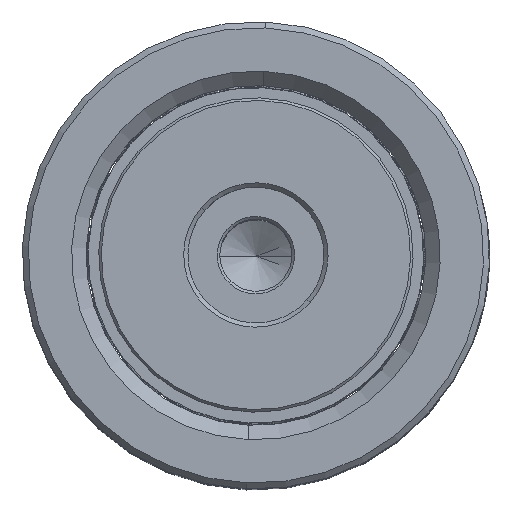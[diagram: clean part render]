
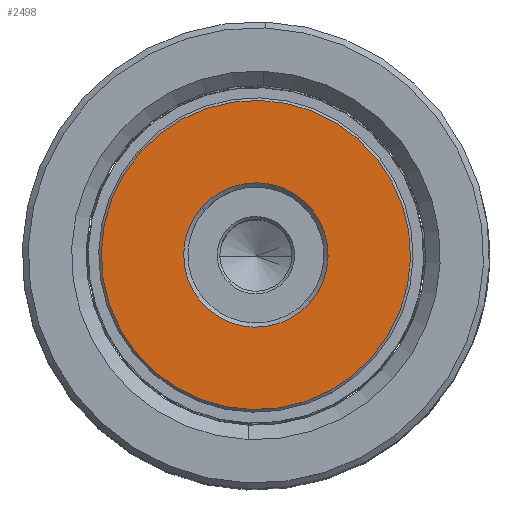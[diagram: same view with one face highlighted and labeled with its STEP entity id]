
A CAD part, top view. The second image highlights one B-rep face of the part: STEP entity #2498.
In plain terms, the highlighted face is planar.
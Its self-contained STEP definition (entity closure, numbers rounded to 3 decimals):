
#902 = CARTESIAN_POINT ( 'NONE',  ( 0., 0., 0. ) ) ;
#1169 = DIRECTION ( 'NONE',  ( 0., 0., 1. ) ) ;
#1912 = ORIENTED_EDGE ( 'NONE', *, *, #30982, .T. ) ;
#2268 = AXIS2_PLACEMENT_3D ( 'NONE', #5266, #39148, #2303 ) ;
#2303 = DIRECTION ( 'NONE',  ( 1., 0., 0. ) ) ;
#2498 = ADVANCED_FACE ( 'NONE', ( #14382, #28546 ), #14292, .F. ) ;
#3500 = EDGE_CURVE ( 'NONE', #36074, #22393, #39084, .T. ) ;
#3926 = CARTESIAN_POINT ( 'NONE',  ( 0., 0., 0. ) ) ;
#5266 = CARTESIAN_POINT ( 'NONE',  ( 0., 0., 0. ) ) ;
#5605 = DIRECTION ( 'NONE',  ( 1., 0., 0. ) ) ;
#5863 = DIRECTION ( 'NONE',  ( 0., 0., 1. ) ) ;
#6666 = VERTEX_POINT ( 'NONE', #16690 ) ;
#7331 = DIRECTION ( 'NONE',  ( 1., 0., 0. ) ) ;
#8659 = ORIENTED_EDGE ( 'NONE', *, *, #3500, .T. ) ;
#8862 = CARTESIAN_POINT ( 'NONE',  ( -8.5, 0., 0. ) ) ;
#9447 = CARTESIAN_POINT ( 'NONE',  ( 8.5, 0., 0. ) ) ;
#9857 = DIRECTION ( 'NONE',  ( 1., 0., 0. ) ) ;
#14292 = PLANE ( 'NONE',  #31024 ) ;
#14382 = FACE_OUTER_BOUND ( 'NONE', #35342, .T. ) ;
#16690 = CARTESIAN_POINT ( 'NONE',  ( 18.2, 0., 0. ) ) ;
#18256 = CARTESIAN_POINT ( 'NONE',  ( -18.2, 0., 0. ) ) ;
#18813 = EDGE_LOOP ( 'NONE', ( #32570, #8659 ) ) ;
#22393 = VERTEX_POINT ( 'NONE', #8862 ) ;
#23110 = CARTESIAN_POINT ( 'NONE',  ( 0., 0., 0. ) ) ;
#24110 = DIRECTION ( 'NONE',  ( 0., 0., 1. ) ) ;
#25469 = EDGE_CURVE ( 'NONE', #22393, #36074, #38976, .T. ) ;
#26498 = ORIENTED_EDGE ( 'NONE', *, *, #27368, .T. ) ;
#27368 = EDGE_CURVE ( 'NONE', #36366, #6666, #36206, .T. ) ;
#28546 = FACE_BOUND ( 'NONE', #18813, .T. ) ;
#29012 = DIRECTION ( 'NONE',  ( 0., 0., -1. ) ) ;
#29713 = AXIS2_PLACEMENT_3D ( 'NONE', #23110, #5863, #9857 ) ;
#30982 = EDGE_CURVE ( 'NONE', #6666, #36366, #37417, .T. ) ;
#31024 = AXIS2_PLACEMENT_3D ( 'NONE', #902, #1169, #38321 ) ;
#32570 = ORIENTED_EDGE ( 'NONE', *, *, #25469, .T. ) ;
#34667 = AXIS2_PLACEMENT_3D ( 'NONE', #42184, #29012, #5605 ) ;
#35342 = EDGE_LOOP ( 'NONE', ( #1912, #26498 ) ) ;
#36074 = VERTEX_POINT ( 'NONE', #9447 ) ;
#36206 = CIRCLE ( 'NONE', #34667, 18.2 ) ;
#36366 = VERTEX_POINT ( 'NONE', #18256 ) ;
#37417 = CIRCLE ( 'NONE', #2268, 18.2 ) ;
#38321 = DIRECTION ( 'NONE',  ( 1., 0., 0. ) ) ;
#38976 = CIRCLE ( 'NONE', #39987, 8.5 ) ;
#39084 = CIRCLE ( 'NONE', #29713, 8.5 ) ;
#39148 = DIRECTION ( 'NONE',  ( 0., 0., -1. ) ) ;
#39987 = AXIS2_PLACEMENT_3D ( 'NONE', #3926, #24110, #7331 ) ;
#42184 = CARTESIAN_POINT ( 'NONE',  ( 0., 0., 0. ) ) ;
